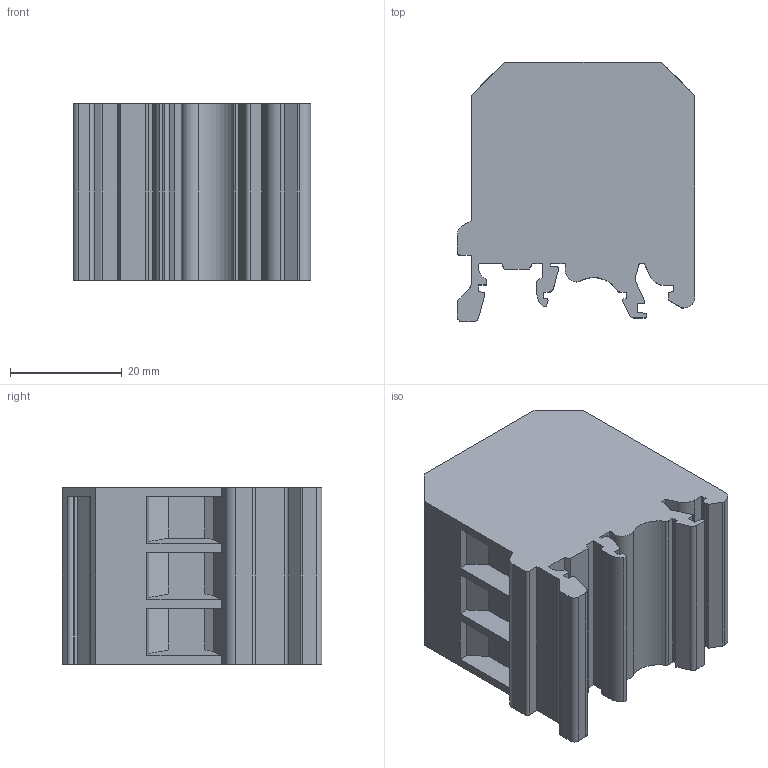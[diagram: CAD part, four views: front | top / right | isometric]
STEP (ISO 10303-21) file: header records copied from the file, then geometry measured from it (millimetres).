
FILE_DESCRIPTION(/* description */ ('Unknown'),/* implementation_level */ '2;1');
FILE_NAME(/* name */ 'DBK3_3D_SOLID',/* time_stamp */ '2025-01-10T16:21:56+06:00',/* author */ ('Unknown'),/* organization */ ('Unknown'),/* preprocessor_version */ 'ST-DEVELOPER v16.7',/* originating_system */ 'Solid Edge',/* authorisation */ 'Unknown');
FILE_SCHEMA (('AUTOMOTIVE_DESIGN {1 0 10303 214 3 1 1}'));
Length unit declared in the file: millimetre
Products named in the file (1): DBK3_3D_SOLID
Bounding box: 42.5 x 46.4 x 31.5 mm (x, y, z)
Volume: 42609.6 mm3; surface area: 14607.6 mm2
Topology: 1 solids, 7 shells, 370 faces, 995 edges, 656 vertices
Faces by surface type: plane 273, cylinder 51, bspline 22, torus 18, cone 6
Full cylindrical faces by diameter (mm): 6.5 x6
Entity records: 14662 total; most frequent: CARTESIAN_POINT 2972, ORIENTED_EDGE 1954, DIRECTION 1739, EDGE_CURVE 977, LINE 705, VECTOR 705, VERTEX_POINT 650, AXIS2_PLACEMENT_3D 517
